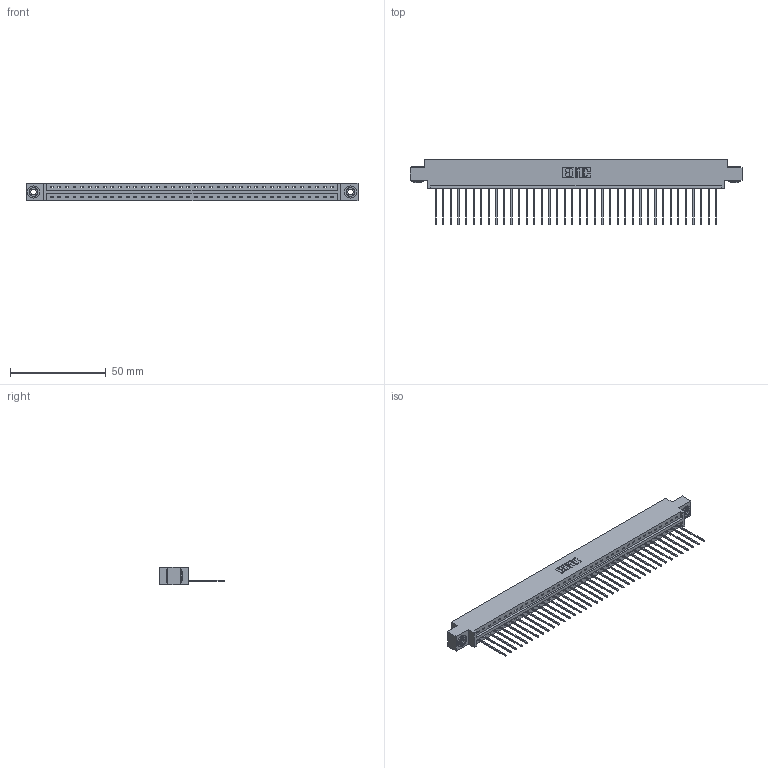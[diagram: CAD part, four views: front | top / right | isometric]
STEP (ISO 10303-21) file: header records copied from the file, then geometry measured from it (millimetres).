
FILE_DESCRIPTION (( 'STEP AP203' ), '1' );
FILE_NAME ('837-038-541-603.STEP', '2021-08-04T15:11:55', ( '' ), ( '' ), 'SwSTEP 2.0', 'SolidWorks 2020', '' );
FILE_SCHEMA (( 'CONFIG_CONTROL_DESIGN' ));
Length unit declared in the file: inch
Products named in the file (4): 345-250-002_345-250-002-102; 345-292-001_345-293-141; 837-038-541-603; 837 Part_0.170 Offset - 0.156 Dia-TH
Assembly tree (41 placements, depth 2):
  837-038-541-603
    837 Part_0.170 Offset - 0.156 Dia-TH
    345-292-001_345-293-141  x38
    345-250-002_345-250-002-102  x2
Bounding box: 173.58 x 34.3 x 9.4 mm (x, y, z)
Volume: 18018.3 mm3; surface area: 19697.5 mm2
Topology: 41 solids, 41 shells, 2512 faces, 7543 edges, 4974 vertices
Faces by surface type: plane 1832, cylinder 672, cone 8
Entity records: 29564 total; most frequent: CARTESIAN_POINT 5127, ORIENTED_EDGE 5094, DIRECTION 4357, EDGE_CURVE 2547, VECTOR 2395, LINE 2395, VERTEX_POINT 1694, AXIS2_PLACEMENT_3D 981
